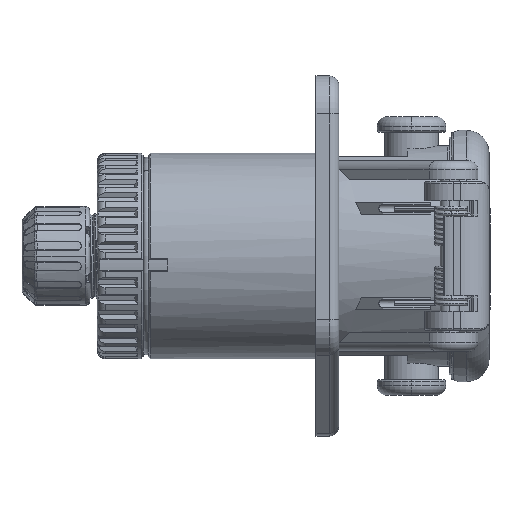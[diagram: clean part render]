
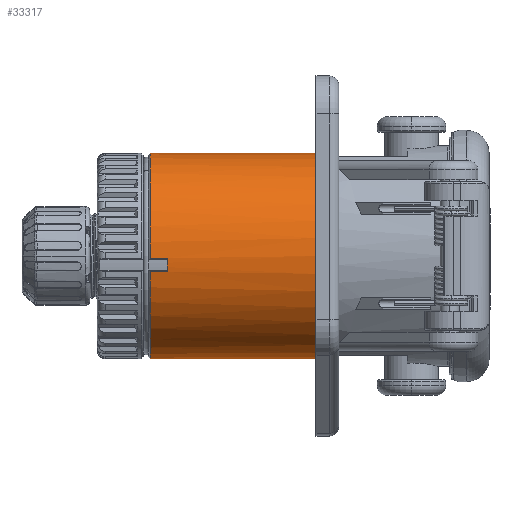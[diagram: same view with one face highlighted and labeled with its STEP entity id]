
A CAD part, front view. The second image highlights one B-rep face of the part: STEP entity #33317.
In plain terms, the highlighted cylindrical face has radius 27 mm (diameter 54 mm), a partial arc.
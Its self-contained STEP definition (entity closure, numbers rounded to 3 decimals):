
#9251=CARTESIAN_POINT('',(0.5,0.,0.));
#9252=DIRECTION('',(1.,0.,0.));
#9253=DIRECTION('',(0.,0.,1.));
#9254=AXIS2_PLACEMENT_3D('',#9251,#9252,#9253);
#9268=DIRECTION('',(1.,0.,0.));
#9269=VECTOR('',#9268,43.5);
#9270=CARTESIAN_POINT('',(0.5,0.,27.));
#9271=LINE('',#9270,#9269);
#9272=DIRECTION('',(1.,0.,0.));
#9273=VECTOR('',#9272,43.5);
#9274=CARTESIAN_POINT('',(0.5,0.,-27.));
#9275=LINE('',#9274,#9273);
#9276=DIRECTION('',(-1.,0.,0.));
#9277=VECTOR('',#9276,4.5);
#9278=CARTESIAN_POINT('',(5.,-26.993,-0.605));
#9279=LINE('',#9278,#9277);
#9280=CARTESIAN_POINT('',(5.,0.,0.));
#9281=DIRECTION('',(-1.,0.,0.));
#9282=DIRECTION('',(0.,-0.988,-0.152));
#9283=AXIS2_PLACEMENT_3D('',#9280,#9281,#9282);
#9302=DIRECTION('',(-1.,0.,0.));
#9303=VECTOR('',#9302,4.5);
#9304=CARTESIAN_POINT('',(5.,-26.688,-4.092));
#9305=LINE('',#9304,#9303);
#9306=CARTESIAN_POINT('',(0.5,0.,0.));
#9307=DIRECTION('',(1.,0.,0.));
#9308=DIRECTION('',(0.,-0.988,-0.152));
#9309=AXIS2_PLACEMENT_3D('',#9306,#9307,#9308);
#9513=CARTESIAN_POINT('',(44.,0.,0.));
#9514=DIRECTION('',(1.,0.,0.));
#9515=DIRECTION('',(0.,0.,1.));
#9516=AXIS2_PLACEMENT_3D('',#9513,#9514,#9515);
#21077=CARTESIAN_POINT('',(44.,0.,27.));
#21078=CARTESIAN_POINT('',(44.,0.,-27.));
#21079=VERTEX_POINT('',#21077);
#21080=VERTEX_POINT('',#21078);
#21712=CARTESIAN_POINT('',(5.,-26.688,-4.092));
#21713=CARTESIAN_POINT('',(5.,-26.993,-0.605));
#21714=VERTEX_POINT('',#21712);
#21715=VERTEX_POINT('',#21713);
#21748=CARTESIAN_POINT('',(0.5,0.,27.));
#21749=CARTESIAN_POINT('',(0.5,-26.993,-0.605));
#21750=VERTEX_POINT('',#21748);
#21751=VERTEX_POINT('',#21749);
#21760=CARTESIAN_POINT('',(0.5,-26.688,-4.092));
#21761=CARTESIAN_POINT('',(0.5,0.,-27.));
#21762=VERTEX_POINT('',#21760);
#21763=VERTEX_POINT('',#21761);
#33295=CARTESIAN_POINT('',(84.,0.,0.));
#33296=DIRECTION('',(-1.,0.,0.));
#33297=DIRECTION('',(0.,0.,-1.));
#33298=AXIS2_PLACEMENT_3D('',#33295,#33296,#33297);
#33299=CYLINDRICAL_SURFACE('',#33298,27.);
#33301=ORIENTED_EDGE('',*,*,#33300,.T.);
#33302=ORIENTED_EDGE('',*,*,#33285,.F.);
#33304=ORIENTED_EDGE('',*,*,#33303,.T.);
#33306=ORIENTED_EDGE('',*,*,#33305,.T.);
#33308=ORIENTED_EDGE('',*,*,#33307,.F.);
#33310=ORIENTED_EDGE('',*,*,#33309,.F.);
#33312=ORIENTED_EDGE('',*,*,#33311,.F.);
#33314=ORIENTED_EDGE('',*,*,#33313,.T.);
#33315=EDGE_LOOP('',(#33301,#33302,#33304,#33306,#33308,#33310,#33312,#33314));
#33316=FACE_OUTER_BOUND('',#33315,.F.);
#33317=ADVANCED_FACE('',(#33316),#33299,.T.);
#9255=CIRCLE('',#9254,27.);
#9284=CIRCLE('',#9283,27.);
#9310=CIRCLE('',#9309,27.);
#9517=CIRCLE('',#9516,27.);
#33285=EDGE_CURVE('',#21750,#21751,#9255,.T.);
#33300=EDGE_CURVE('',#21715,#21751,#9279,.T.);
#33303=EDGE_CURVE('',#21750,#21079,#9271,.T.);
#33305=EDGE_CURVE('',#21079,#21080,#9517,.T.);
#33307=EDGE_CURVE('',#21763,#21080,#9275,.T.);
#33309=EDGE_CURVE('',#21762,#21763,#9310,.T.);
#33311=EDGE_CURVE('',#21714,#21762,#9305,.T.);
#33313=EDGE_CURVE('',#21714,#21715,#9284,.T.);
